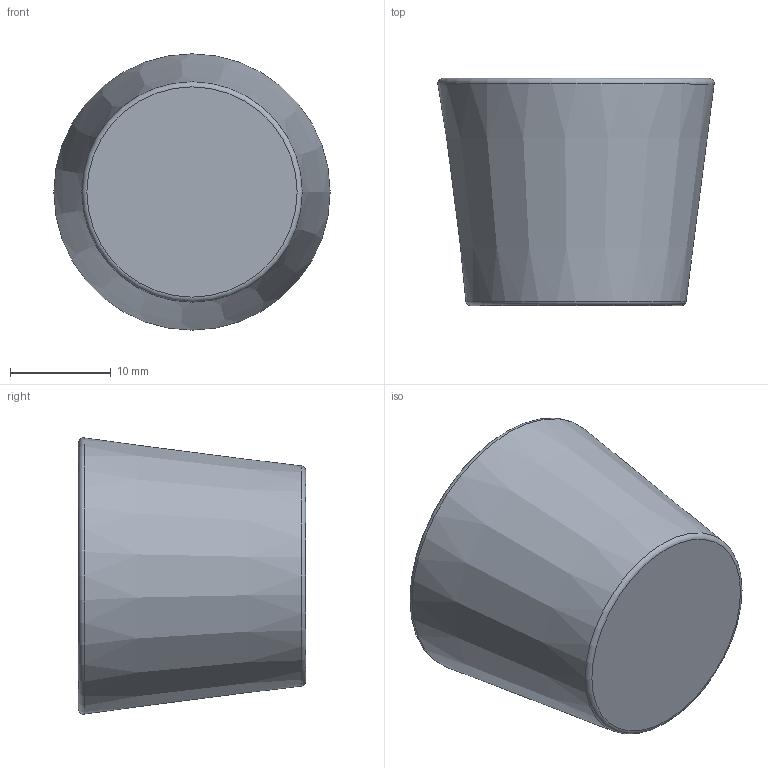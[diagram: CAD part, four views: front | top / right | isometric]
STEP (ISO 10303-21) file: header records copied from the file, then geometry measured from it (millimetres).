
FILE_DESCRIPTION(/* description */ (''),/* implementation_level */ '2;1');
FILE_NAME(/* name */ 'NM10 Simplified.stp',/* time_stamp */ '2021-10-14T15:43:08+01:00',/* author */ ('Sandfield Engineering'),/* organization */ ('Sandfield Engineering'),/* preprocessor_version */ 'ST-DEVELOPER v18.1',/* originating_system */ 'Autodesk Inventor 2021',/* authorisation */ '');
FILE_SCHEMA (('AUTOMOTIVE_DESIGN { 1 0 10303 214 3 1 1 }'));
Length unit declared in the file: millimetre
Products named in the file (1): NM10 Simplified
Bounding box: 27.36 x 22.5 x 27.36 mm (x, y, z)
Volume: 10048.2 mm3; surface area: 3019.1 mm2
Topology: 1 solids, 1 shells, 11 faces, 31 edges, 23 vertices
Faces by surface type: cone 4, plane 3, cylinder 2, torus 2
Full cylindrical faces by diameter (mm): 8.376 x1, 14 x1
Entity records: 436 total; most frequent: DIRECTION 78, CARTESIAN_POINT 65, ORIENTED_EDGE 60, AXIS2_PLACEMENT_3D 36, EDGE_CURVE 30, CIRCLE 24, VERTEX_POINT 23, EDGE_LOOP 13
